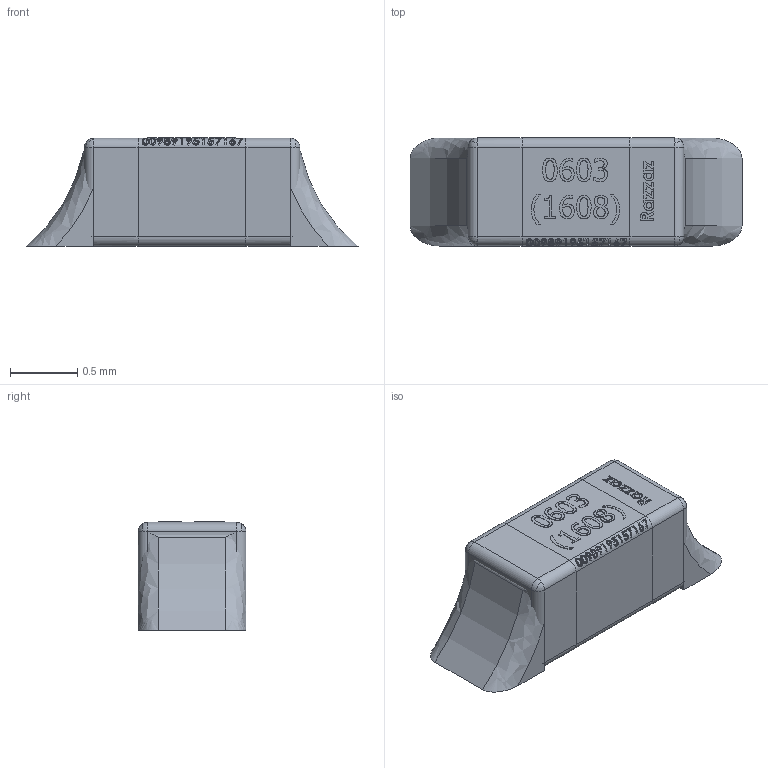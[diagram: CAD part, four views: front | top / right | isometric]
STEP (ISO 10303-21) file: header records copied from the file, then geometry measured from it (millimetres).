
FILE_DESCRIPTION (( 'STEP AP214' ), '1' );
FILE_NAME ('User Library-User Library-0603_Cap.STEP', '2021-04-26T01:23:42', ( '' ), ( '' ), 'SwSTEP 2.0', 'SolidWorks 2020', '' );
FILE_SCHEMA (( 'AUTOMOTIVE_DESIGN' ));
Length unit declared in the file: millimetre
Products named in the file (1): User Library-User Library-0603_Cap
Bounding box: 2.46 x 0.8 x 0.81 mm (x, y, z)
Volume: 1.3 mm3; surface area: 12.5 mm2
Topology: 5 solids, 5 shells, 482 faces, 1256 edges, 832 vertices
Faces by surface type: bspline 260, plane 160, cylinder 46, sphere 16
Entity records: 21599 total; most frequent: CARTESIAN_POINT 9479, ORIENTED_EDGE 2512, DIRECTION 1272, EDGE_CURVE 1256, VERTEX_POINT 832, VECTOR 626, LINE 626, EDGE_LOOP 530
